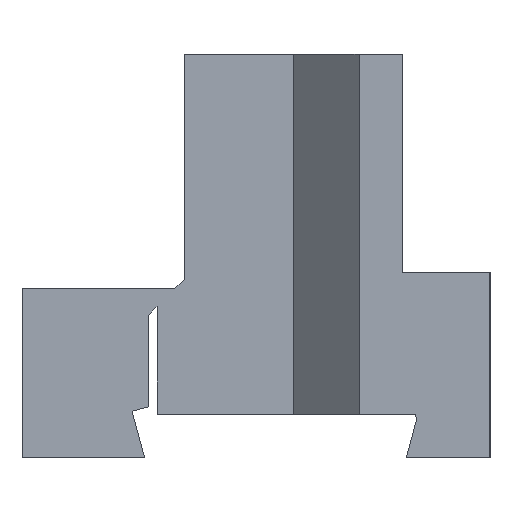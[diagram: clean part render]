
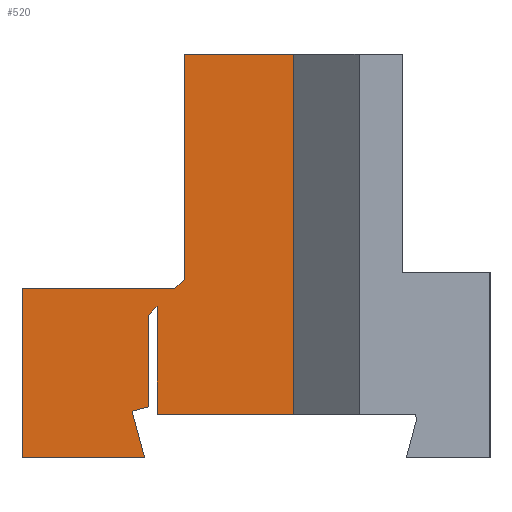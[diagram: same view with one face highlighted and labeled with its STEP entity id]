
A CAD part, left-side view. The second image highlights one B-rep face of the part: STEP entity #520.
In plain terms, the highlighted planar face has unit normal (-1, 0, 0).
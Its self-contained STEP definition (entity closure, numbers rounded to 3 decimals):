
#17 = DIRECTION ( 'NONE',  ( 0., -0.966, 0.259 ) ) ;
#49 = CARTESIAN_POINT ( 'NONE',  ( -39., 14.8, -12.71 ) ) ;
#51 = CARTESIAN_POINT ( 'NONE',  ( -39., 13.32, -3.94 ) ) ;
#56 = CARTESIAN_POINT ( 'NONE',  ( -39., 14.8, -12.71 ) ) ;
#59 = CARTESIAN_POINT ( 'NONE',  ( -39., 13.65, -17. ) ) ;
#65 = LINE ( 'NONE', #468, #214 ) ;
#81 = CARTESIAN_POINT ( 'NONE',  ( -39., 10.88, -1.5 ) ) ;
#83 = VERTEX_POINT ( 'NONE', #352 ) ;
#96 = VECTOR ( 'NONE', #143, 1000. ) ;
#100 = LINE ( 'NONE', #103, #96 ) ;
#103 = CARTESIAN_POINT ( 'NONE',  ( -39., 12.5, -13. ) ) ;
#105 = DIRECTION ( 'NONE',  ( 0., 0., -1. ) ) ;
#110 = VECTOR ( 'NONE', #536, 1000. ) ;
#115 = CARTESIAN_POINT ( 'NONE',  ( -39., 10., 20. ) ) ;
#124 = EDGE_CURVE ( 'NONE', #787, #83, #394, .T. ) ;
#127 = DIRECTION ( 'NONE',  ( 0., 1., 0. ) ) ;
#129 = VECTOR ( 'NONE', #181, 1000. ) ;
#133 = LINE ( 'NONE', #115, #597 ) ;
#136 = LINE ( 'NONE', #198, #129 ) ;
#137 = VECTOR ( 'NONE', #203, 1000. ) ;
#138 = LINE ( 'NONE', #227, #137 ) ;
#141 = CARTESIAN_POINT ( 'NONE',  ( -39., 12.5, -3.12 ) ) ;
#143 = DIRECTION ( 'NONE',  ( 0., -1., 0. ) ) ;
#156 = LINE ( 'NONE', #221, #159 ) ;
#159 = VECTOR ( 'NONE', #216, 1000. ) ;
#161 = CARTESIAN_POINT ( 'NONE',  ( -39., 0., 20. ) ) ;
#171 = EDGE_CURVE ( 'NONE', #796, #710, #387, .T. ) ;
#172 = CARTESIAN_POINT ( 'NONE',  ( -39., 12.5, -13. ) ) ;
#174 = AXIS2_PLACEMENT_3D ( 'NONE', #420, #401, #399 ) ;
#180 = CARTESIAN_POINT ( 'NONE',  ( -39., 10., 20. ) ) ;
#181 = DIRECTION ( 'NONE',  ( 0., 0., 1. ) ) ;
#198 = CARTESIAN_POINT ( 'NONE',  ( -39., 13.32, -12.313 ) ) ;
#202 = VERTEX_POINT ( 'NONE', #180 ) ;
#203 = DIRECTION ( 'NONE',  ( 0., 1., 0. ) ) ;
#205 = FACE_OUTER_BOUND ( 'NONE', #684, .T. ) ;
#209 = CARTESIAN_POINT ( 'NONE',  ( -39., 0., -13. ) ) ;
#210 = CARTESIAN_POINT ( 'NONE',  ( -39., 10., -0.62 ) ) ;
#214 = VECTOR ( 'NONE', #433, 1000. ) ;
#216 = DIRECTION ( 'NONE',  ( 0., 0.259, 0.966 ) ) ;
#220 = CARTESIAN_POINT ( 'NONE',  ( -39., 13.32, -3.94 ) ) ;
#221 = CARTESIAN_POINT ( 'NONE',  ( -39., 13.65, -17. ) ) ;
#224 = DIRECTION ( 'NONE',  ( 0., 1., 0. ) ) ;
#225 = EDGE_CURVE ( 'NONE', #360, #202, #365, .T. ) ;
#227 = CARTESIAN_POINT ( 'NONE',  ( -39., 10.88, -1.5 ) ) ;
#238 = DIRECTION ( 'NONE',  ( 0., -0.707, 0.707 ) ) ;
#258 = LINE ( 'NONE', #643, #274 ) ;
#264 = EDGE_CURVE ( 'NONE', #793, #388, #351, .T. ) ;
#274 = VECTOR ( 'NONE', #639, 1000. ) ;
#275 = VECTOR ( 'NONE', #747, 1000. ) ;
#281 = LINE ( 'NONE', #779, #275 ) ;
#314 = CARTESIAN_POINT ( 'NONE',  ( -39., 0., -17. ) ) ;
#321 = CARTESIAN_POINT ( 'NONE',  ( -39., 24.88, -1.5 ) ) ;
#351 = LINE ( 'NONE', #56, #607 ) ;
#352 = CARTESIAN_POINT ( 'NONE',  ( -39., 24.88, -17. ) ) ;
#357 = VECTOR ( 'NONE', #127, 1000. ) ;
#360 = VERTEX_POINT ( 'NONE', #784 ) ;
#365 = LINE ( 'NONE', #161, #357 ) ;
#372 = VECTOR ( 'NONE', #238, 1000. ) ;
#381 = EDGE_CURVE ( 'NONE', #644, #360, #281, .T. ) ;
#387 = LINE ( 'NONE', #220, #372 ) ;
#388 = VERTEX_POINT ( 'NONE', #750 ) ;
#392 = VECTOR ( 'NONE', #224, 1000. ) ;
#394 = LINE ( 'NONE', #314, #392 ) ;
#399 = DIRECTION ( 'NONE',  ( 0., 0., -1. ) ) ;
#401 = DIRECTION ( 'NONE',  ( 1., 0., 0. ) ) ;
#415 = PLANE ( 'NONE',  #174 ) ;
#420 = CARTESIAN_POINT ( 'NONE',  ( -39., 0., -49.639 ) ) ;
#426 = EDGE_CURVE ( 'NONE', #769, #630, #258, .T. ) ;
#433 = DIRECTION ( 'NONE',  ( 0., 0., -1. ) ) ;
#468 = CARTESIAN_POINT ( 'NONE',  ( -39., 24.88, -1.5 ) ) ;
#471 = EDGE_CURVE ( 'NONE', #666, #710, #770, .T. ) ;
#514 = EDGE_CURVE ( 'NONE', #550, #83, #65, .T. ) ;
#520 = ADVANCED_FACE ( 'NONE', ( #205 ), #415, .F. ) ;
#531 = ORIENTED_EDGE ( 'NONE', *, *, #737, .T. ) ;
#534 = ORIENTED_EDGE ( 'NONE', *, *, #426, .F. ) ;
#536 = DIRECTION ( 'NONE',  ( 0., 0., 1. ) ) ;
#542 = ORIENTED_EDGE ( 'NONE', *, *, #631, .T. ) ;
#549 = ORIENTED_EDGE ( 'NONE', *, *, #514, .T. ) ;
#550 = VERTEX_POINT ( 'NONE', #321 ) ;
#553 = ORIENTED_EDGE ( 'NONE', *, *, #124, .F. ) ;
#554 = ORIENTED_EDGE ( 'NONE', *, *, #625, .T. ) ;
#557 = ORIENTED_EDGE ( 'NONE', *, *, #264, .T. ) ;
#559 = CARTESIAN_POINT ( 'NONE',  ( -39., 12.5, -13. ) ) ;
#566 = ORIENTED_EDGE ( 'NONE', *, *, #651, .T. ) ;
#569 = ORIENTED_EDGE ( 'NONE', *, *, #171, .T. ) ;
#580 = ORIENTED_EDGE ( 'NONE', *, *, #471, .F. ) ;
#588 = ORIENTED_EDGE ( 'NONE', *, *, #733, .T. ) ;
#593 = ORIENTED_EDGE ( 'NONE', *, *, #381, .T. ) ;
#597 = VECTOR ( 'NONE', #105, 1000. ) ;
#599 = ORIENTED_EDGE ( 'NONE', *, *, #225, .T. ) ;
#607 = VECTOR ( 'NONE', #17, 1000. ) ;
#625 = EDGE_CURVE ( 'NONE', #787, #793, #156, .T. ) ;
#630 = VERTEX_POINT ( 'NONE', #210 ) ;
#631 = EDGE_CURVE ( 'NONE', #769, #550, #138, .T. ) ;
#639 = DIRECTION ( 'NONE',  ( 0., -0.707, 0.707 ) ) ;
#643 = CARTESIAN_POINT ( 'NONE',  ( -39., 12.5, -3.12 ) ) ;
#644 = VERTEX_POINT ( 'NONE', #209 ) ;
#651 = EDGE_CURVE ( 'NONE', #388, #796, #136, .T. ) ;
#666 = VERTEX_POINT ( 'NONE', #172 ) ;
#684 = EDGE_LOOP ( 'NONE', ( #531, #534, #542, #549, #553, #554, #557, #566, #569, #580, #588, #593, #599 ) ) ;
#710 = VERTEX_POINT ( 'NONE', #141 ) ;
#733 = EDGE_CURVE ( 'NONE', #666, #644, #100, .T. ) ;
#737 = EDGE_CURVE ( 'NONE', #202, #630, #133, .T. ) ;
#747 = DIRECTION ( 'NONE',  ( 0., 0., 1. ) ) ;
#750 = CARTESIAN_POINT ( 'NONE',  ( -39., 13.32, -12.313 ) ) ;
#769 = VERTEX_POINT ( 'NONE', #81 ) ;
#770 = LINE ( 'NONE', #559, #110 ) ;
#779 = CARTESIAN_POINT ( 'NONE',  ( -39., 0., -49.639 ) ) ;
#784 = CARTESIAN_POINT ( 'NONE',  ( -39., 0., 20. ) ) ;
#787 = VERTEX_POINT ( 'NONE', #59 ) ;
#793 = VERTEX_POINT ( 'NONE', #49 ) ;
#796 = VERTEX_POINT ( 'NONE', #51 ) ;
